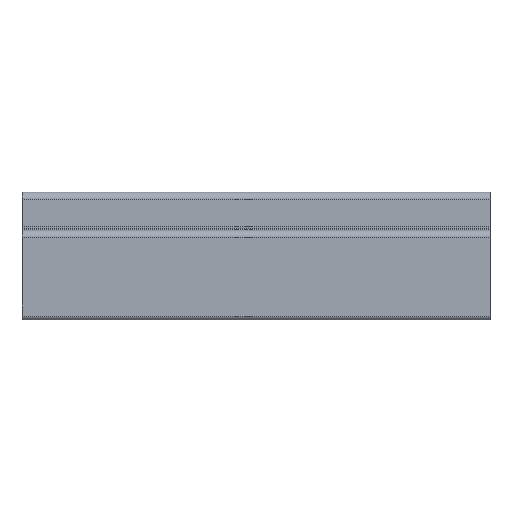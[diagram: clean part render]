
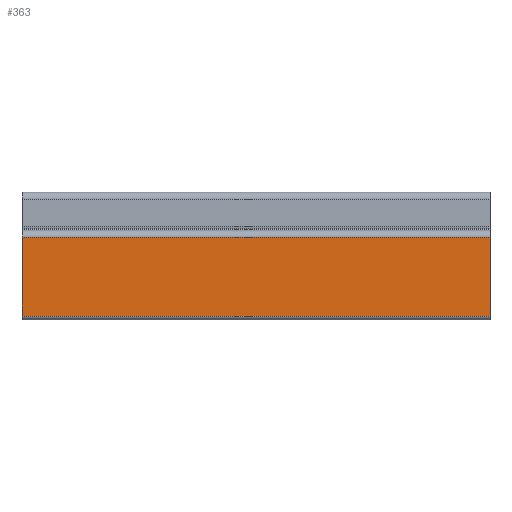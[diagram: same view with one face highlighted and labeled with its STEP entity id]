
A CAD part, left-side view. The second image highlights one B-rep face of the part: STEP entity #363.
In plain terms, the highlighted planar face has unit normal (-1, 0, 0).
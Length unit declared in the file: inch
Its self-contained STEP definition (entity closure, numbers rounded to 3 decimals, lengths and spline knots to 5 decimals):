
#300=CARTESIAN_POINT('',(-0.51306,3.02724,-3.57882));
#301=VERTEX_POINT('',#300);
#309=CARTESIAN_POINT('',(-0.51306,-2.97276,-3.57882));
#310=VERTEX_POINT('',#309);
#311=CARTESIAN_POINT('',(-0.51306,-2.97276,-3.57882));
#312=DIRECTION('',(0.,1.,0.));
#313=VECTOR('',#312,1.);
#314=LINE('',#311,#313);
#315=EDGE_CURVE('',#310,#301,#314,.T.);
#333=CARTESIAN_POINT('',(-0.51306,3.02724,-4.58732));
#334=VERTEX_POINT('',#333);
#335=CARTESIAN_POINT('',(-0.51306,3.02724,-3.57882));
#336=DIRECTION('',(0.,0.,-1.));
#337=VECTOR('',#336,1.);
#338=LINE('',#335,#337);
#339=EDGE_CURVE('',#301,#334,#338,.T.);
#340=ORIENTED_EDGE('',*,*,#339,.T.);
#341=CARTESIAN_POINT('',(-0.51306,-2.97276,-4.58732));
#342=VERTEX_POINT('',#341);
#343=CARTESIAN_POINT('',(-0.51306,-2.97276,-4.58732));
#344=DIRECTION('',(0.,1.,0.));
#345=VECTOR('',#344,1.);
#346=LINE('',#343,#345);
#347=EDGE_CURVE('',#342,#334,#346,.T.);
#348=ORIENTED_EDGE('',*,*,#347,.F.);
#349=CARTESIAN_POINT('',(-0.51306,-2.97276,-3.57882));
#350=DIRECTION('',(0.,0.,-1.));
#351=VECTOR('',#350,1.);
#352=LINE('',#349,#351);
#353=EDGE_CURVE('',#310,#342,#352,.T.);
#354=ORIENTED_EDGE('',*,*,#353,.F.);
#355=ORIENTED_EDGE('',*,*,#315,.T.);
#356=EDGE_LOOP('',(#340,#348,#354,#355));
#357=FACE_OUTER_BOUND('',#356,.T.);
#358=CARTESIAN_POINT('',(-0.51306,-2.97276,-4.08307));
#359=DIRECTION('',(-1.,0.,0.));
#360=DIRECTION('',(0.,0.,1.));
#361=AXIS2_PLACEMENT_3D('',#358,#359,#360);
#362=PLANE('',#361);
#363=ADVANCED_FACE('',(#357),#362,.T.);
